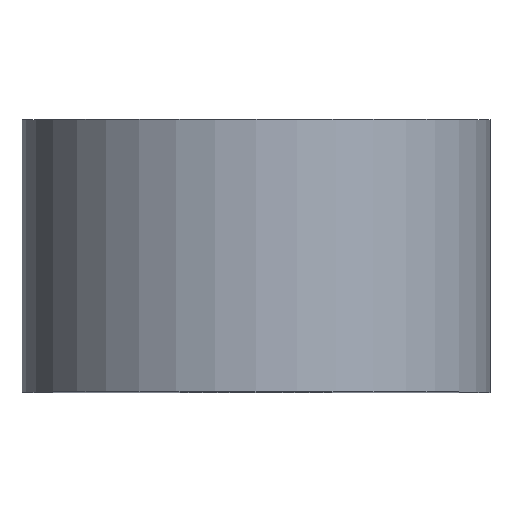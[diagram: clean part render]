
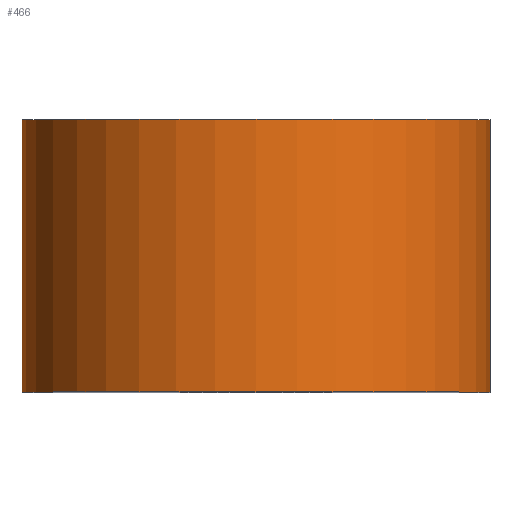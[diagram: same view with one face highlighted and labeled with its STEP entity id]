
A CAD part, top view. The second image highlights one B-rep face of the part: STEP entity #466.
In plain terms, the highlighted cylindrical face has radius 8.505 mm (diameter 17.01 mm), a partial arc.
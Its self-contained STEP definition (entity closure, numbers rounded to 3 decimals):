
#369=CARTESIAN_POINT('',(-8.505,4.953,11.815));
#370=VERTEX_POINT('',#369);
#378=CARTESIAN_POINT('',(-8.505,-4.953,11.815));
#379=VERTEX_POINT('',#378);
#386=CARTESIAN_POINT('',(-8.505,4.953,11.815));
#387=DIRECTION('',(0.0,-1.0,0.0));
#388=VECTOR('',#387,9.906);
#389=LINE('',#386,#388);
#390=EDGE_CURVE('',#370,#379,#389,.T.);
#400=CARTESIAN_POINT('',(8.505,-4.953,11.815));
#401=VERTEX_POINT('',#400);
#409=CARTESIAN_POINT('',(8.505,4.953,11.815));
#410=VERTEX_POINT('',#409);
#417=CARTESIAN_POINT('',(8.505,-4.953,11.815));
#418=DIRECTION('',(0.0,1.0,0.0));
#419=VECTOR('',#418,9.906);
#420=LINE('',#417,#419);
#421=EDGE_CURVE('',#401,#410,#420,.T.);
#431=CARTESIAN_POINT('',(0.,4.953,11.815));
#432=DIRECTION('',(0.0,1.0,0.0));
#433=DIRECTION('',(1.0,0.0,0.0));
#434=AXIS2_PLACEMENT_3D('',#431,#432,#433);
#435=CIRCLE('',#434,8.505);
#436=EDGE_CURVE('',#370,#410,#435,.T.);
#449=CARTESIAN_POINT('',(0.,0.,11.815));
#450=DIRECTION('',(0.0,1.0,0.));
#451=DIRECTION('',(1.0,0.0,0.0));
#452=AXIS2_PLACEMENT_3D('',#449,#450,#451);
#453=CYLINDRICAL_SURFACE('',#452,8.505);
#454=ORIENTED_EDGE('',*,*,#421,.T.);
#455=ORIENTED_EDGE('',*,*,#436,.F.);
#456=ORIENTED_EDGE('',*,*,#390,.T.);
#457=CARTESIAN_POINT('',(0.,-4.953,11.815));
#458=DIRECTION('',(0.0,-1.0,0.0));
#459=DIRECTION('',(1.0,0.0,0.0));
#460=AXIS2_PLACEMENT_3D('',#457,#458,#459);
#461=CIRCLE('',#460,8.505);
#462=EDGE_CURVE('',#401,#379,#461,.T.);
#463=ORIENTED_EDGE('',*,*,#462,.F.);
#464=EDGE_LOOP('',(#454,#455,#456,#463));
#465=FACE_OUTER_BOUND('',#464,.T.);
#466=ADVANCED_FACE('',(#465),#453,.T.);
